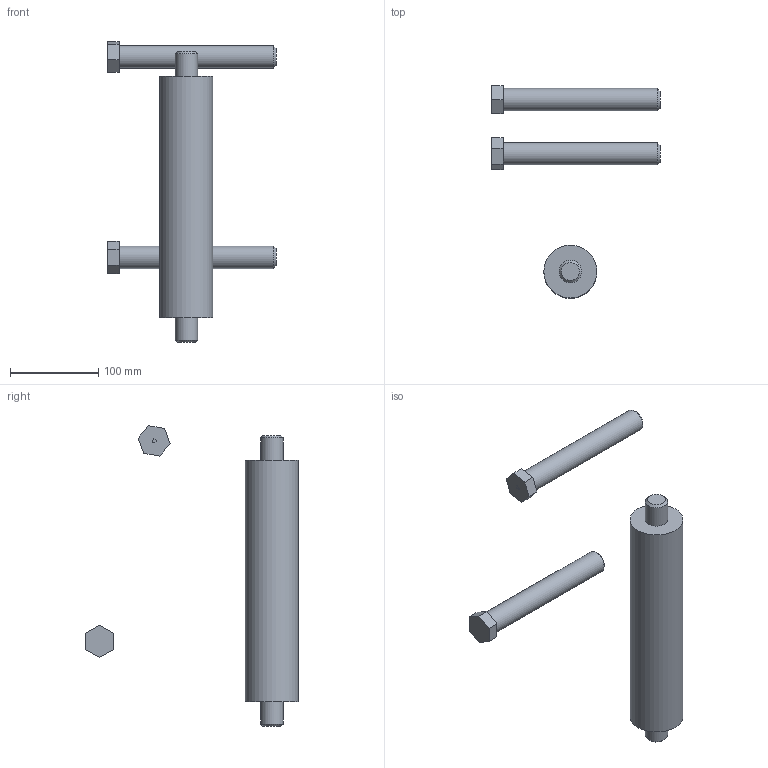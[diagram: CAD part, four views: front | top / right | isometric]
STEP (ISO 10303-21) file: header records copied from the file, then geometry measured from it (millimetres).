
FILE_DESCRIPTION( ( '' ), ' ' );
FILE_NAME( '5dd696b1019fa410b116ad98.step', '2019-11-21T13:52:49', ( '' ), ( '' ), ' ', ' ', ' ' );
FILE_SCHEMA( ( 'AUTOMOTIVE_DESIGN { 1 0 10303 214 1 1 1 1 }' ) );
Length unit declared in the file: metre
Products named in the file (3): Part 116; Part 115; Part 120
Bounding box: 190.5 x 240.8 x 340.25 mm (x, y, z)
Volume: 1001481.3 mm3; surface area: 95673.9 mm2
Topology: 3 solids, 3 shells, 37 faces, 75 edges, 49 vertices
Faces by surface type: plane 26, cylinder 7, cone 4
Full cylindrical faces by diameter (mm): 25.4 x4, 60 x1
Entity records: 1241 total; most frequent: DIRECTION 163, CARTESIAN_POINT 153, ORIENTED_EDGE 130, EDGE_CURVE 65, AXIS2_PLACEMENT_3D 58, EDGE_LOOP 51, VERTEX_POINT 48, LINE 47
